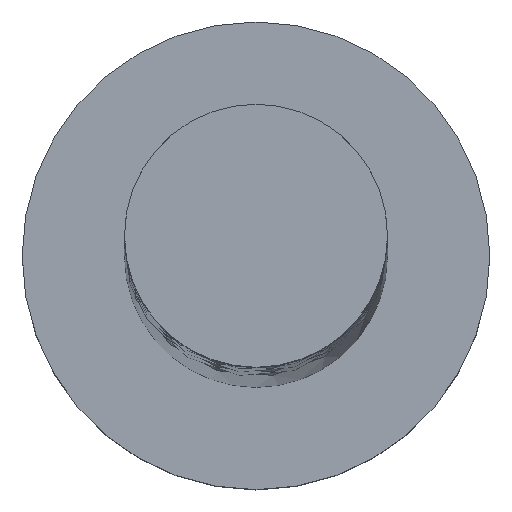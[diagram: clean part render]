
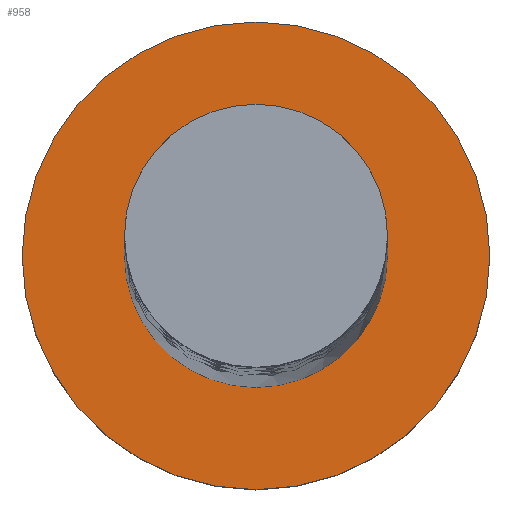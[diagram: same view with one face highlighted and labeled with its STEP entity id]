
A CAD part, top view. The second image highlights one B-rep face of the part: STEP entity #958.
In plain terms, the highlighted planar face has unit normal (0, 0, 1).
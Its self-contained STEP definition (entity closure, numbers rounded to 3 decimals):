
#111 = DIRECTION ( 'NONE',  ( 0., 0., 1. ) ) ;
#152 = CARTESIAN_POINT ( 'NONE',  ( 4., 0., 3. ) ) ;
#196 = EDGE_CURVE ( 'NONE', #792, #808, #1045, .T. ) ;
#239 = FACE_OUTER_BOUND ( 'NONE', #366, .T. ) ;
#308 = CARTESIAN_POINT ( 'NONE',  ( 0., 0., 3. ) ) ;
#355 = CARTESIAN_POINT ( 'NONE',  ( 2.25, 0., 3. ) ) ;
#366 = EDGE_LOOP ( 'NONE', ( #935, #1305 ) ) ;
#472 = AXIS2_PLACEMENT_3D ( 'NONE', #1414, #1282, #1290 ) ;
#574 = DIRECTION ( 'NONE',  ( 0., 0., 1. ) ) ;
#581 = AXIS2_PLACEMENT_3D ( 'NONE', #1711, #905, #898 ) ;
#630 = CARTESIAN_POINT ( 'NONE',  ( 0., 0., 3. ) ) ;
#631 = ORIENTED_EDGE ( 'NONE', *, *, #1561, .F. ) ;
#639 = DIRECTION ( 'NONE',  ( 0., 0., 1. ) ) ;
#651 = EDGE_LOOP ( 'NONE', ( #1321, #631 ) ) ;
#705 = CIRCLE ( 'NONE', #1441, 2.25 ) ;
#733 = AXIS2_PLACEMENT_3D ( 'NONE', #630, #639, #911 ) ;
#775 = VERTEX_POINT ( 'NONE', #967 ) ;
#792 = VERTEX_POINT ( 'NONE', #921 ) ;
#808 = VERTEX_POINT ( 'NONE', #152 ) ;
#819 = DIRECTION ( 'NONE',  ( 1., 0., 0. ) ) ;
#868 = PLANE ( 'NONE',  #472 ) ;
#898 = DIRECTION ( 'NONE',  ( 1., 0., 0. ) ) ;
#905 = DIRECTION ( 'NONE',  ( 0., 0., 1. ) ) ;
#911 = DIRECTION ( 'NONE',  ( 1., 0., 0. ) ) ;
#920 = CARTESIAN_POINT ( 'NONE',  ( 0., 0., 3. ) ) ;
#921 = CARTESIAN_POINT ( 'NONE',  ( -4., 0., 3. ) ) ;
#935 = ORIENTED_EDGE ( 'NONE', *, *, #196, .T. ) ;
#958 = ADVANCED_FACE ( 'NONE', ( #1021, #239 ), #868, .T. ) ;
#967 = CARTESIAN_POINT ( 'NONE',  ( -2.25, 0., 3. ) ) ;
#1021 = FACE_BOUND ( 'NONE', #651, .T. ) ;
#1045 = CIRCLE ( 'NONE', #1483, 4. ) ;
#1153 = VERTEX_POINT ( 'NONE', #355 ) ;
#1282 = DIRECTION ( 'NONE',  ( 0., 0., 1. ) ) ;
#1290 = DIRECTION ( 'NONE',  ( 1., 0., 0. ) ) ;
#1305 = ORIENTED_EDGE ( 'NONE', *, *, #1349, .T. ) ;
#1314 = CIRCLE ( 'NONE', #733, 4. ) ;
#1321 = ORIENTED_EDGE ( 'NONE', *, *, #1703, .F. ) ;
#1349 = EDGE_CURVE ( 'NONE', #808, #792, #1314, .T. ) ;
#1414 = CARTESIAN_POINT ( 'NONE',  ( 0., 0., 3. ) ) ;
#1441 = AXIS2_PLACEMENT_3D ( 'NONE', #920, #111, #1583 ) ;
#1470 = CIRCLE ( 'NONE', #581, 2.25 ) ;
#1483 = AXIS2_PLACEMENT_3D ( 'NONE', #308, #574, #819 ) ;
#1561 = EDGE_CURVE ( 'NONE', #1153, #775, #705, .T. ) ;
#1583 = DIRECTION ( 'NONE',  ( 1., 0., 0. ) ) ;
#1703 = EDGE_CURVE ( 'NONE', #775, #1153, #1470, .T. ) ;
#1711 = CARTESIAN_POINT ( 'NONE',  ( 0., 0., 3. ) ) ;
